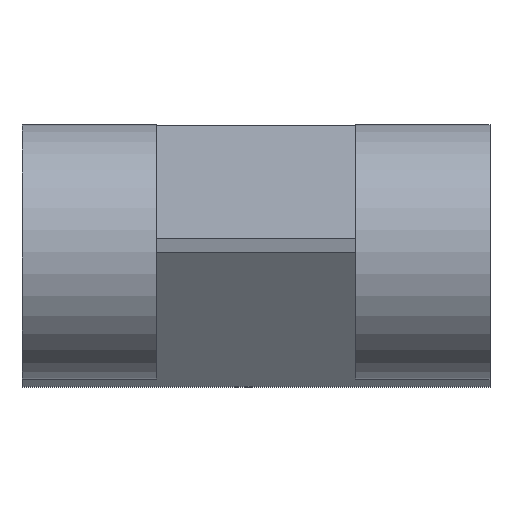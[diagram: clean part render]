
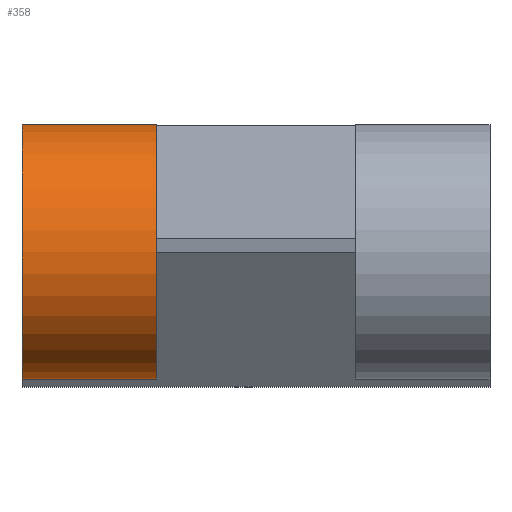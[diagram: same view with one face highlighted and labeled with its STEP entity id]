
A CAD part, top view. The second image highlights one B-rep face of the part: STEP entity #358.
In plain terms, the highlighted cylindrical face has radius 3.048 mm (diameter 6.096 mm), a partial arc.
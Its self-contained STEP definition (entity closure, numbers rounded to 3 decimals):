
#16=CYLINDRICAL_SURFACE('',#395,3.048);
#41=FACE_OUTER_BOUND('',#61,.T.);
#61=EDGE_LOOP('',(#275,#276,#277,#278));
#92=LINE('',#555,#133);
#93=LINE('',#558,#134);
#133=VECTOR('',#450,10.);
#134=VECTOR('',#453,10.);
#165=CIRCLE('',#396,3.048);
#166=CIRCLE('',#397,3.048);
#184=VERTEX_POINT('',#551);
#185=VERTEX_POINT('',#552);
#186=VERTEX_POINT('',#554);
#187=VERTEX_POINT('',#556);
#220=EDGE_CURVE('',#184,#185,#165,.T.);
#221=EDGE_CURVE('',#186,#184,#92,.T.);
#222=EDGE_CURVE('',#187,#186,#166,.T.);
#223=EDGE_CURVE('',#187,#185,#93,.T.);
#275=ORIENTED_EDGE('',*,*,#220,.F.);
#276=ORIENTED_EDGE('',*,*,#221,.F.);
#277=ORIENTED_EDGE('',*,*,#222,.F.);
#278=ORIENTED_EDGE('',*,*,#223,.T.);
#358=ADVANCED_FACE('',(#41),#16,.T.);
#395=AXIS2_PLACEMENT_3D('',#550,#446,#447);
#396=AXIS2_PLACEMENT_3D('',#553,#448,#449);
#397=AXIS2_PLACEMENT_3D('',#557,#451,#452);
#446=DIRECTION('center_axis',(-1.,0.,0.));
#447=DIRECTION('ref_axis',(0.,0.,1.));
#448=DIRECTION('center_axis',(-1.,0.,0.));
#449=DIRECTION('ref_axis',(0.,0.,1.));
#450=DIRECTION('',(-1.,0.,0.));
#451=DIRECTION('center_axis',(1.,0.,0.));
#452=DIRECTION('ref_axis',(0.,0.,1.));
#453=DIRECTION('',(-1.,0.,0.));
#550=CARTESIAN_POINT('Origin',(0.,0.,0.));
#551=CARTESIAN_POINT('',(-5.588,0.,-3.048));
#552=CARTESIAN_POINT('',(-5.588,3.048,0.));
#553=CARTESIAN_POINT('Origin',(-5.588,0.,0.));
#554=CARTESIAN_POINT('',(-2.381,0.,-3.048));
#555=CARTESIAN_POINT('',(0.,0.,-3.048));
#556=CARTESIAN_POINT('',(-2.381,3.048,0.));
#557=CARTESIAN_POINT('Origin',(-2.381,0.,0.));
#558=CARTESIAN_POINT('',(0.,3.048,0.));
